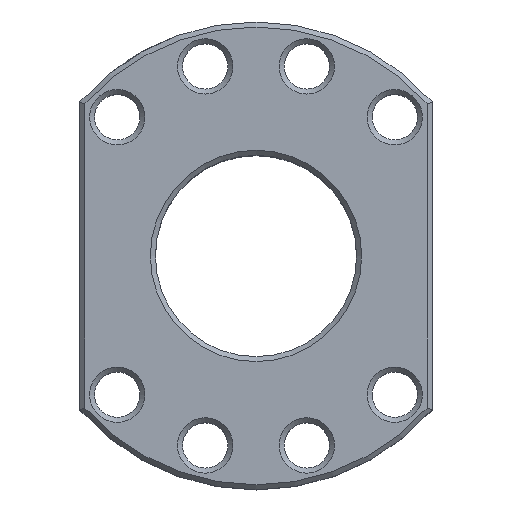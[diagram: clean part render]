
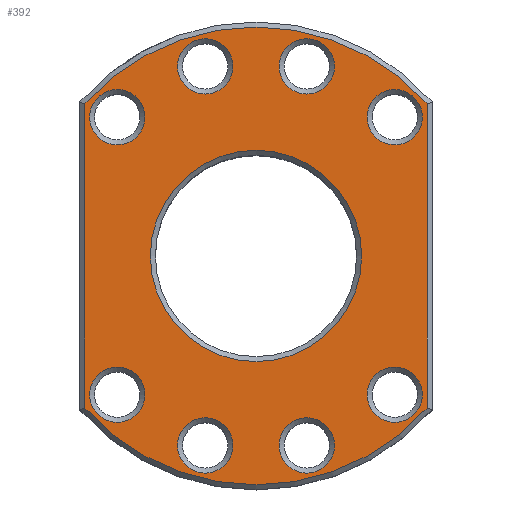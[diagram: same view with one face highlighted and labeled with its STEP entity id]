
A CAD part, top view. The second image highlights one B-rep face of the part: STEP entity #392.
In plain terms, the highlighted planar face has unit normal (0, 0, 1).
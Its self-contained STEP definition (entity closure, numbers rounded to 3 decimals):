
#138=PLANE('',#3599);
#392=ADVANCED_FACE('',(#939,#940,#941,#942,#943,#944,#945,#946,#947,#948),
#138,.T.);
#939=FACE_BOUND('',#1040,.T.);
#940=FACE_BOUND('',#1041,.T.);
#941=FACE_BOUND('',#1042,.T.);
#942=FACE_BOUND('',#1043,.T.);
#943=FACE_BOUND('',#1044,.T.);
#944=FACE_BOUND('',#1045,.T.);
#945=FACE_BOUND('',#1046,.T.);
#946=FACE_BOUND('',#1047,.T.);
#947=FACE_BOUND('',#1048,.T.);
#948=FACE_BOUND('',#1049,.T.);
#1040=EDGE_LOOP('',(#1480));
#1041=EDGE_LOOP('',(#1481));
#1042=EDGE_LOOP('',(#1482));
#1043=EDGE_LOOP('',(#1483));
#1044=EDGE_LOOP('',(#1484));
#1045=EDGE_LOOP('',(#1485));
#1046=EDGE_LOOP('',(#1486));
#1047=EDGE_LOOP('',(#1487));
#1048=EDGE_LOOP('',(#1488));
#1049=EDGE_LOOP('',(#1489,#1490,#1491,#1492));
#1309=CIRCLE('',#3588,5.5);
#1310=CIRCLE('',#3589,5.5);
#1311=CIRCLE('',#3590,5.5);
#1312=CIRCLE('',#3591,5.5);
#1313=CIRCLE('',#3592,5.5);
#1314=CIRCLE('',#3593,5.5);
#1315=CIRCLE('',#3594,5.5);
#1316=CIRCLE('',#3595,5.5);
#1317=CIRCLE('',#3596,21.);
#1318=CIRCLE('',#3597,45.5);
#1319=CIRCLE('',#3598,45.5);
#1480=ORIENTED_EDGE('',*,*,#2760,.T.);
#1481=ORIENTED_EDGE('',*,*,#2761,.T.);
#1482=ORIENTED_EDGE('',*,*,#2762,.T.);
#1483=ORIENTED_EDGE('',*,*,#2763,.T.);
#1484=ORIENTED_EDGE('',*,*,#2764,.T.);
#1485=ORIENTED_EDGE('',*,*,#2765,.T.);
#1486=ORIENTED_EDGE('',*,*,#2766,.T.);
#1487=ORIENTED_EDGE('',*,*,#2767,.T.);
#1488=ORIENTED_EDGE('',*,*,#2768,.T.);
#1489=ORIENTED_EDGE('',*,*,#2769,.T.);
#1490=ORIENTED_EDGE('',*,*,#2770,.T.);
#1491=ORIENTED_EDGE('',*,*,#2771,.T.);
#1492=ORIENTED_EDGE('',*,*,#2772,.T.);
#2426=VERTEX_POINT('',#5425);
#2427=VERTEX_POINT('',#5427);
#2428=VERTEX_POINT('',#5429);
#2429=VERTEX_POINT('',#5431);
#2430=VERTEX_POINT('',#5433);
#2431=VERTEX_POINT('',#5435);
#2432=VERTEX_POINT('',#5437);
#2433=VERTEX_POINT('',#5439);
#2434=VERTEX_POINT('',#5441);
#2435=VERTEX_POINT('',#5443);
#2436=VERTEX_POINT('',#5444);
#2437=VERTEX_POINT('',#5446);
#2438=VERTEX_POINT('',#5448);
#2760=EDGE_CURVE('',#2426,#2426,#1309,.T.);
#2761=EDGE_CURVE('',#2427,#2427,#1310,.T.);
#2762=EDGE_CURVE('',#2428,#2428,#1311,.T.);
#2763=EDGE_CURVE('',#2429,#2429,#1312,.T.);
#2764=EDGE_CURVE('',#2430,#2430,#1313,.T.);
#2765=EDGE_CURVE('',#2431,#2431,#1314,.T.);
#2766=EDGE_CURVE('',#2432,#2432,#1315,.T.);
#2767=EDGE_CURVE('',#2433,#2433,#1316,.T.);
#2768=EDGE_CURVE('',#2434,#2434,#1317,.T.);
#2769=EDGE_CURVE('',#2435,#2436,#1318,.T.);
#2770=EDGE_CURVE('',#2436,#2437,#3120,.T.);
#2771=EDGE_CURVE('',#2437,#2438,#1319,.T.);
#2772=EDGE_CURVE('',#2438,#2435,#3121,.T.);
#3120=LINE('',#5445,#3294);
#3121=LINE('',#5449,#3295);
#3294=VECTOR('',#3907,1.);
#3295=VECTOR('',#3910,1.);
#3588=AXIS2_PLACEMENT_3D('',#5424,#3887,#3888);
#3589=AXIS2_PLACEMENT_3D('',#5426,#3889,#3890);
#3590=AXIS2_PLACEMENT_3D('',#5428,#3891,#3892);
#3591=AXIS2_PLACEMENT_3D('',#5430,#3893,#3894);
#3592=AXIS2_PLACEMENT_3D('',#5432,#3895,#3896);
#3593=AXIS2_PLACEMENT_3D('',#5434,#3897,#3898);
#3594=AXIS2_PLACEMENT_3D('',#5436,#3899,#3900);
#3595=AXIS2_PLACEMENT_3D('',#5438,#3901,#3902);
#3596=AXIS2_PLACEMENT_3D('',#5440,#3903,#3904);
#3597=AXIS2_PLACEMENT_3D('',#5442,#3905,#3906);
#3598=AXIS2_PLACEMENT_3D('',#5447,#3908,#3909);
#3599=AXIS2_PLACEMENT_3D('',#5450,#3911,#3912);
#3887=DIRECTION('',(0.,0.,-1.));
#3888=DIRECTION('',(1.,0.,0.));
#3889=DIRECTION('',(0.,0.,-1.));
#3890=DIRECTION('',(1.,0.,0.));
#3891=DIRECTION('',(0.,0.,-1.));
#3892=DIRECTION('',(1.,0.,0.));
#3893=DIRECTION('',(0.,0.,-1.));
#3894=DIRECTION('',(1.,0.,0.));
#3895=DIRECTION('',(0.,0.,-1.));
#3896=DIRECTION('',(1.,0.,0.));
#3897=DIRECTION('',(0.,0.,-1.));
#3898=DIRECTION('',(1.,0.,0.));
#3899=DIRECTION('',(0.,0.,-1.));
#3900=DIRECTION('',(1.,0.,0.));
#3901=DIRECTION('',(0.,0.,-1.));
#3902=DIRECTION('',(1.,0.,0.));
#3903=DIRECTION('',(0.,0.,-1.));
#3904=DIRECTION('',(1.,0.,0.));
#3905=DIRECTION('',(0.,0.,1.));
#3906=DIRECTION('',(1.,0.,0.));
#3907=DIRECTION('',(0.,-1.,0.));
#3908=DIRECTION('',(0.,0.,1.));
#3909=DIRECTION('',(1.,0.,0.));
#3910=DIRECTION('',(0.,1.,0.));
#3911=DIRECTION('',(0.,0.,1.));
#3912=DIRECTION('',(1.,0.,0.));
#5424=CARTESIAN_POINT('',(27.577,-27.577,0.));
#5425=CARTESIAN_POINT('',(33.077,-27.577,0.));
#5426=CARTESIAN_POINT('',(10.094,-37.671,0.));
#5427=CARTESIAN_POINT('',(15.594,-37.671,0.));
#5428=CARTESIAN_POINT('',(-10.094,-37.671,0.));
#5429=CARTESIAN_POINT('',(-4.594,-37.671,0.));
#5430=CARTESIAN_POINT('',(-27.577,-27.577,0.));
#5431=CARTESIAN_POINT('',(-22.077,-27.577,0.));
#5432=CARTESIAN_POINT('',(-27.577,27.577,0.));
#5433=CARTESIAN_POINT('',(-22.077,27.577,0.));
#5434=CARTESIAN_POINT('',(-10.094,37.671,0.));
#5435=CARTESIAN_POINT('',(-4.594,37.671,0.));
#5436=CARTESIAN_POINT('',(10.094,37.671,0.));
#5437=CARTESIAN_POINT('',(15.594,37.671,0.));
#5438=CARTESIAN_POINT('',(27.577,27.577,0.));
#5439=CARTESIAN_POINT('',(33.077,27.577,0.));
#5440=CARTESIAN_POINT('',(0.,0.,0.));
#5441=CARTESIAN_POINT('',(21.,0.,0.));
#5442=CARTESIAN_POINT('',(0.,0.,0.));
#5443=CARTESIAN_POINT('',(34.,30.237,0.));
#5444=CARTESIAN_POINT('',(-34.,30.237,0.));
#5445=CARTESIAN_POINT('',(-34.,-30.615,0.));
#5446=CARTESIAN_POINT('',(-34.,-30.237,0.));
#5447=CARTESIAN_POINT('',(0.,0.,0.));
#5448=CARTESIAN_POINT('',(34.,-30.237,0.));
#5449=CARTESIAN_POINT('',(34.,30.615,0.));
#5450=CARTESIAN_POINT('',(0.,0.,0.));
